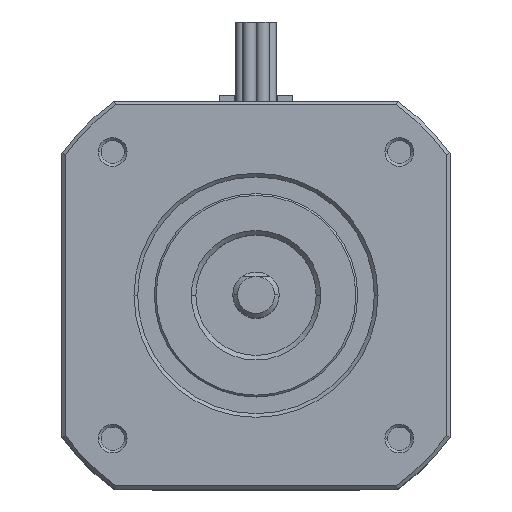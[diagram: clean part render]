
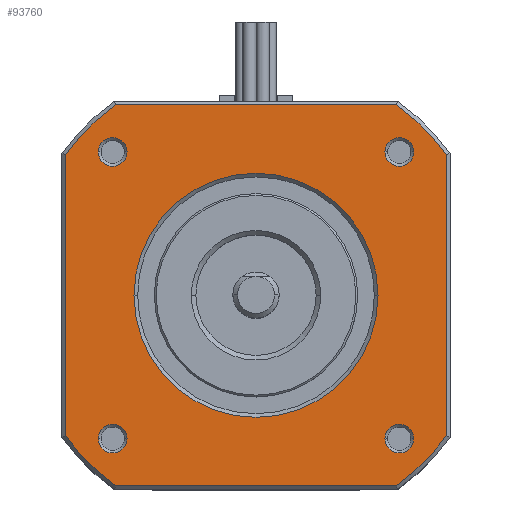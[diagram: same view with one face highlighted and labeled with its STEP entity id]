
A CAD part, top view. The second image highlights one B-rep face of the part: STEP entity #93760.
In plain terms, the highlighted planar face has unit normal (0, 0, 1).
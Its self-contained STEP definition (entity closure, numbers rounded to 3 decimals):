
#76470=CARTESIAN_POINT('',(-15.199,-20.6,0.));
#76480=VERTEX_POINT('',#76470);
#76510=CARTESIAN_POINT('',(0.,-20.6,0.));
#76520=DIRECTION('',(-1.,0.,0.));
#76530=VECTOR('',#76520,1.);
#76540=LINE('',#76510,#76530);
#76550=CARTESIAN_POINT('',(15.199,-20.6,0.));
#76560=VERTEX_POINT('',#76550);
#76570=EDGE_CURVE('',#76560,#76480,#76540,.T.);
#76930=CARTESIAN_POINT('',(0.,0.,0.
));
#76940=DIRECTION('',(-0.,-0.,1.));
#76950=DIRECTION('',(-1.,0.,-0.));
#76960=AXIS2_PLACEMENT_3D('',#76930,#76940,#76950);
#76970=CIRCLE('',#76960,25.6);
#76980=CARTESIAN_POINT('',(20.6,-15.199,0.));
#76990=VERTEX_POINT('',#76980);
#77000=EDGE_CURVE('',#76560,#76990,#76970,.T.);
#77360=CARTESIAN_POINT('',(20.6,0.,-0.));
#77370=DIRECTION('',(0.,-1.,0.));
#77380=VECTOR('',#77370,1.);
#77390=LINE('',#77360,#77380);
#77400=CARTESIAN_POINT('',(20.6,15.199,0.));
#77410=VERTEX_POINT('',#77400);
#77420=EDGE_CURVE('',#77410,#76990,#77390,.T.);
#81690=CARTESIAN_POINT('',(-20.6,15.199,0.));
#81700=VERTEX_POINT('',#81690);
#81730=CARTESIAN_POINT('',(-20.6,0.,0.));
#81740=DIRECTION('',(0.,1.,-0.));
#81750=VECTOR('',#81740,1.);
#81760=LINE('',#81730,#81750);
#81770=CARTESIAN_POINT('',(-20.6,-15.199,
0.));
#81780=VERTEX_POINT('',#81770);
#81790=EDGE_CURVE('',#81780,#81700,#81760,.T.);
#82100=CARTESIAN_POINT('',(0.,0.,0.)
);
#82110=DIRECTION('',(-0.,-0.,1.));
#82120=DIRECTION('',(-1.,0.,-0.));
#82130=AXIS2_PLACEMENT_3D('',#82100,#82110,#82120);
#82140=CIRCLE('',#82130,25.6);
#82150=EDGE_CURVE('',#81780,#76480,#82140,.T.);
#87370=CARTESIAN_POINT('',(0.,0.,
0.));
#87380=DIRECTION('',(-0.,-0.,1.));
#87390=DIRECTION('',(-1.,0.,-0.));
#87400=AXIS2_PLACEMENT_3D('',#87370,#87380,#87390);
#87410=CIRCLE('',#87400,25.6);
#87420=CARTESIAN_POINT('',(15.199,20.6,0.));
#87430=VERTEX_POINT('',#87420);
#87440=EDGE_CURVE('',#77410,#87430,#87410,.T.);
#87800=CARTESIAN_POINT('',(0.,20.6,0.));
#87810=DIRECTION('',(1.,0.,-0.));
#87820=VECTOR('',#87810,1.);
#87830=LINE('',#87800,#87820);
#87840=CARTESIAN_POINT('',(-15.199,20.6,
0.));
#87850=VERTEX_POINT('',#87840);
#87860=EDGE_CURVE('',#87850,#87430,#87830,.T.);
#92800=CARTESIAN_POINT('',(-20.6,-20.6,0.));
#92810=DIRECTION('',(0.,0.,1.));
#92820=DIRECTION('',(1.,0.,-0.));
#92830=AXIS2_PLACEMENT_3D('',#92800,#92810,#92820);
#92840=PLANE('',#92830);
#92850=ORIENTED_EDGE('',*,*,#82150,.T.);
#92860=ORIENTED_EDGE('',*,*,#81790,.F.);
#92870=CARTESIAN_POINT('',(0.,0.,0.
));
#92880=DIRECTION('',(-0.,-0.,1.));
#92890=DIRECTION('',(-1.,0.,-0.));
#92900=AXIS2_PLACEMENT_3D('',#92870,#92880,#92890);
#92910=CIRCLE('',#92900,25.6);
#92920=EDGE_CURVE('',#87850,#81700,#92910,.T.);
#92930=ORIENTED_EDGE('',*,*,#92920,.T.);
#92940=ORIENTED_EDGE('',*,*,#87860,.F.);
#92950=ORIENTED_EDGE('',*,*,#87440,.T.);
#92960=ORIENTED_EDGE('',*,*,#77420,.F.);
#92970=ORIENTED_EDGE('',*,*,#77000,.T.);
#92980=ORIENTED_EDGE('',*,*,#76570,.F.);
#92990=EDGE_LOOP('',(#92980,#92970,#92960,#92950,#92940,#92930,#92860,
#92850));
#93000=FACE_OUTER_BOUND('',#92990,.T.);
#93010=CARTESIAN_POINT('',(-15.5,-15.5,0.));
#93020=DIRECTION('',(-0.,-0.,-1.));
#93030=DIRECTION('',(1.,0.,0.));
#93040=AXIS2_PLACEMENT_3D('',#93010,#93020,#93030);
#93050=CIRCLE('',#93040,1.55);
#93060=CARTESIAN_POINT('',(-13.95,-15.5,0.));
#93070=VERTEX_POINT('',#93060);
#93080=CARTESIAN_POINT('',(-17.05,-15.5,0.));
#93090=VERTEX_POINT('',#93080);
#93100=EDGE_CURVE('',#93070,#93090,#93050,.T.);
#93110=ORIENTED_EDGE('',*,*,#93100,.T.);
#93120=EDGE_CURVE('',#93090,#93070,#93050,.T.);
#93130=ORIENTED_EDGE('',*,*,#93120,.T.);
#93140=EDGE_LOOP('',(#93130,#93110));
#93150=FACE_BOUND('',#93140,.T.);
#93160=CARTESIAN_POINT('',(15.5,-15.5,0.));
#93170=DIRECTION('',(-0.,-0.,-1.));
#93180=DIRECTION('',(1.,0.,0.));
#93190=AXIS2_PLACEMENT_3D('',#93160,#93170,#93180);
#93200=CIRCLE('',#93190,1.55);
#93210=CARTESIAN_POINT('',(13.95,-15.5,0.));
#93220=VERTEX_POINT('',#93210);
#93230=CARTESIAN_POINT('',(17.05,-15.5,0.));
#93240=VERTEX_POINT('',#93230);
#93250=EDGE_CURVE('',#93220,#93240,#93200,.T.);
#93260=ORIENTED_EDGE('',*,*,#93250,.T.);
#93270=EDGE_CURVE('',#93240,#93220,#93200,.T.);
#93280=ORIENTED_EDGE('',*,*,#93270,.T.);
#93290=EDGE_LOOP('',(#93280,#93260));
#93300=FACE_BOUND('',#93290,.T.);
#93310=CARTESIAN_POINT('',(15.5,15.5,0.));
#93320=DIRECTION('',(-0.,-0.,-1.));
#93330=DIRECTION('',(1.,0.,0.));
#93340=AXIS2_PLACEMENT_3D('',#93310,#93320,#93330);
#93350=CIRCLE('',#93340,1.55);
#93360=CARTESIAN_POINT('',(17.05,15.5,0.));
#93370=VERTEX_POINT('',#93360);
#93380=CARTESIAN_POINT('',(13.95,15.5,0.));
#93390=VERTEX_POINT('',#93380);
#93400=EDGE_CURVE('',#93370,#93390,#93350,.T.);
#93410=ORIENTED_EDGE('',*,*,#93400,.T.);
#93420=EDGE_CURVE('',#93390,#93370,#93350,.T.);
#93430=ORIENTED_EDGE('',*,*,#93420,.T.);
#93440=EDGE_LOOP('',(#93430,#93410));
#93450=FACE_BOUND('',#93440,.T.);
#93460=CARTESIAN_POINT('',(-15.5,15.5,0.));
#93470=DIRECTION('',(-0.,-0.,-1.));
#93480=DIRECTION('',(1.,0.,0.));
#93490=AXIS2_PLACEMENT_3D('',#93460,#93470,#93480);
#93500=CIRCLE('',#93490,1.55);
#93510=CARTESIAN_POINT('',(-13.95,15.5,0.));
#93520=VERTEX_POINT('',#93510);
#93530=CARTESIAN_POINT('',(-17.05,15.5,0.));
#93540=VERTEX_POINT('',#93530);
#93550=EDGE_CURVE('',#93520,#93540,#93500,.T.);
#93560=ORIENTED_EDGE('',*,*,#93550,.T.);
#93570=EDGE_CURVE('',#93540,#93520,#93500,.T.);
#93580=ORIENTED_EDGE('',*,*,#93570,.T.);
#93590=EDGE_LOOP('',(#93580,#93560));
#93600=FACE_BOUND('',#93590,.T.);
#93610=CARTESIAN_POINT('',(0.,0.,
0.));
#93620=DIRECTION('',(-0.,-0.,-1.));
#93630=DIRECTION('',(1.,0.,0.));
#93640=AXIS2_PLACEMENT_3D('',#93610,#93620,#93630);
#93650=CIRCLE('',#93640,13.2);
#93660=CARTESIAN_POINT('',(13.2,0.,0.));
#93670=VERTEX_POINT('',#93660);
#93680=CARTESIAN_POINT('',(-13.2,0.,
0.));
#93690=VERTEX_POINT('',#93680);
#93700=EDGE_CURVE('',#93670,#93690,#93650,.T.);
#93710=ORIENTED_EDGE('',*,*,#93700,.T.);
#93720=EDGE_CURVE('',#93690,#93670,#93650,.T.);
#93730=ORIENTED_EDGE('',*,*,#93720,.T.);
#93740=EDGE_LOOP('',(#93730,#93710));
#93750=FACE_BOUND('',#93740,.T.);
#93760=ADVANCED_FACE('',(#93000,#93150,#93300,#93450,#93600,#93750),
#92840,.T.);
